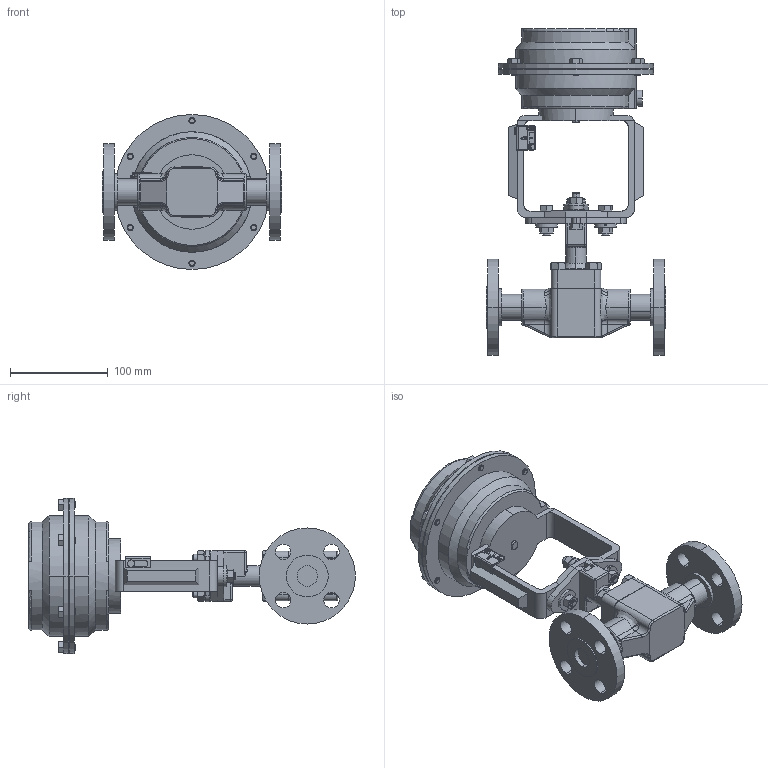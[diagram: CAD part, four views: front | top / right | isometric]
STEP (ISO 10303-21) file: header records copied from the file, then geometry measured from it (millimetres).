
FILE_DESCRIPTION (( 'STEP AP203' ), '1' );
FILE_NAME ('708-075-CS+S6-F5-14M.STEP', '2017-09-13T19:17:56', ( '' ), ( '' ), 'SwSTEP 2.0', 'SolidWorks 2014', '' );
FILE_SCHEMA (( 'CONFIG_CONTROL_DESIGN' ));
Length unit declared in the file: inch
Products named in the file (1): 708-075-CS+S6-F5-14M
Bounding box: 184.15 x 334.51 x 158.75 mm (x, y, z)
Volume: 1653020.9 mm3; surface area: 200182.1 mm2
Topology: 4 solids, 4 shells, 836 faces, 2033 edges, 1255 vertices
Faces by surface type: plane 353, cylinder 194, cone 161, bspline 78, torus 42, sphere 8
Entity records: 31561 total; most frequent: CARTESIAN_POINT 12617, ORIENTED_EDGE 4046, DIRECTION 3708, EDGE_CURVE 2023, AXIS2_PLACEMENT_3D 1393, VERTEX_POINT 1255, EDGE_LOOP 934, VECTOR 922
